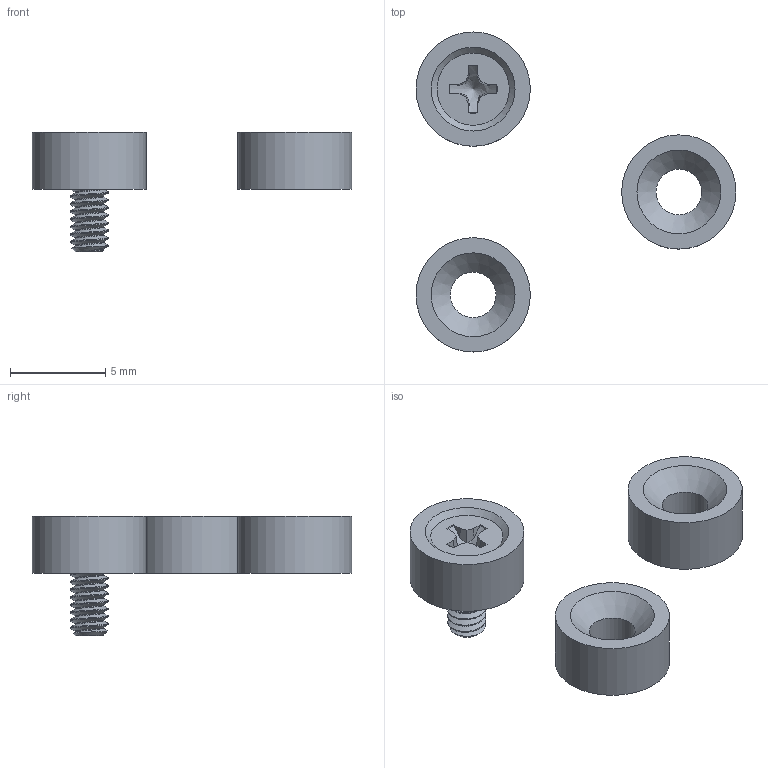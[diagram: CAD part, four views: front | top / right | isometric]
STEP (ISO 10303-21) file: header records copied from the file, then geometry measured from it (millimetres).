
FILE_DESCRIPTION(/* description */ (''),/* implementation_level */ '2;1');
FILE_NAME(/* name */ 'magnets.step',/* time_stamp */ '2023-10-13T09:07:07-07:00',/* author */ (''),/* organization */ (''),/* preprocessor_version */ 'ST-DEVELOPER v20',/* originating_system */ 'Autodesk Translation Framework v12.14.0.127',/* authorisation */ '');
FILE_SCHEMA (('AUTOMOTIVE_DESIGN { 1 0 10303 214 3 1 1 }'));
Length unit declared in the file: millimetre
Products named in the file (2): Magnets; 91420A003_Steel Phillips Flat Head Screws
Assembly tree (1 placements, depth 2):
  Magnets
    91420A003_Steel Phillips Flat Head Screws
Bounding box: 16.8 x 16.8 x 6.3 mm (x, y, z)
Volume: 216.4 mm3; surface area: 446.5 mm2
Topology: 4 solids, 4 shells, 69 faces, 179 edges, 118 vertices
Faces by surface type: cylinder 31, plane 24, cone 12, bspline 2
Full cylindrical faces by diameter (mm): 1.48 x10, 2 x12, 2.4 x3, 6 x3
Entity records: 4513 total; most frequent: CARTESIAN_POINT 2879, ORIENTED_EDGE 356, DIRECTION 281, EDGE_CURVE 178, VERTEX_POINT 118, AXIS2_PLACEMENT_3D 104, EDGE_LOOP 76, LINE 73
